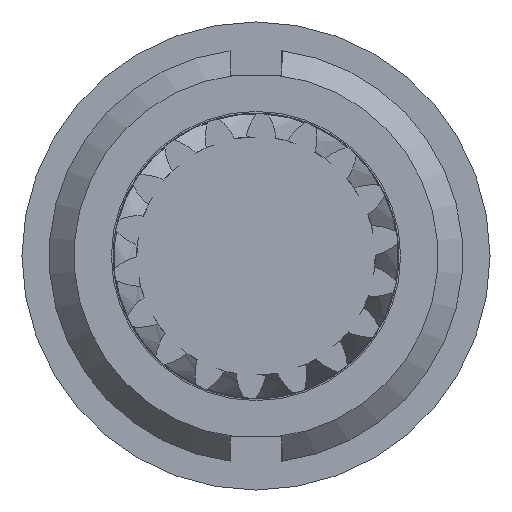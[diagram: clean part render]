
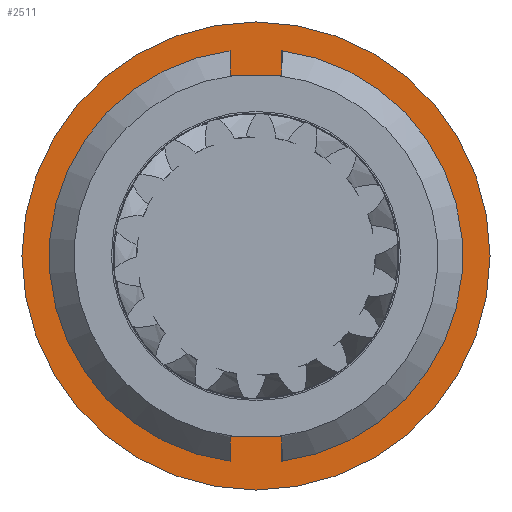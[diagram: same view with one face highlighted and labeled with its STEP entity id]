
A CAD part, front view. The second image highlights one B-rep face of the part: STEP entity #2511.
In plain terms, the highlighted planar face has unit normal (0, -1, 0).
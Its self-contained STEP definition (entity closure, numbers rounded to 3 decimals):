
#26=LINE('',#12776,#51);
#30=LINE('',#12791,#55);
#32=LINE('',#12799,#57);
#33=LINE('',#12806,#58);
#34=LINE('',#12808,#59);
#35=LINE('',#12810,#60);
#51=VECTOR('',#2922,10.);
#55=VECTOR('',#2928,10.);
#57=VECTOR('',#2932,10.);
#58=VECTOR('',#2939,10.);
#59=VECTOR('',#2940,10.);
#60=VECTOR('',#2941,10.);
#304=FACE_BOUND('',#641,.T.);
#462=FACE_OUTER_BOUND('',#640,.T.);
#640=EDGE_LOOP('',(#2175));
#641=EDGE_LOOP('',(#2176,#2177,#2178,#2179,#2180,#2181,#2182,#2183));
#934=CIRCLE('',#2657,45.);
#935=CIRCLE('',#2658,39.769);
#936=CIRCLE('',#2659,39.769);
#1147=VERTEX_POINT('',#12773);
#1148=VERTEX_POINT('',#12775);
#1152=VERTEX_POINT('',#12789);
#1154=VERTEX_POINT('',#12794);
#1155=VERTEX_POINT('',#12801);
#1156=VERTEX_POINT('',#12803);
#1157=VERTEX_POINT('',#12805);
#1158=VERTEX_POINT('',#12807);
#1159=VERTEX_POINT('',#12809);
#1516=EDGE_CURVE('',#1147,#1148,#26,.T.);
#1522=EDGE_CURVE('',#1152,#1147,#30,.T.);
#1525=EDGE_CURVE('',#1148,#1154,#32,.T.);
#1526=EDGE_CURVE('',#1155,#1155,#934,.T.);
#1527=EDGE_CURVE('',#1156,#1152,#935,.T.);
#1528=EDGE_CURVE('',#1157,#1156,#33,.T.);
#1529=EDGE_CURVE('',#1158,#1157,#34,.T.);
#1530=EDGE_CURVE('',#1159,#1158,#35,.T.);
#1531=EDGE_CURVE('',#1154,#1159,#936,.T.);
#2175=ORIENTED_EDGE('',*,*,#1526,.T.);
#2176=ORIENTED_EDGE('',*,*,#1527,.F.);
#2177=ORIENTED_EDGE('',*,*,#1528,.F.);
#2178=ORIENTED_EDGE('',*,*,#1529,.F.);
#2179=ORIENTED_EDGE('',*,*,#1530,.F.);
#2180=ORIENTED_EDGE('',*,*,#1531,.F.);
#2181=ORIENTED_EDGE('',*,*,#1525,.F.);
#2182=ORIENTED_EDGE('',*,*,#1516,.F.);
#2183=ORIENTED_EDGE('',*,*,#1522,.F.);
#2349=PLANE('',#2656);
#2511=ADVANCED_FACE('',(#462,#304),#2349,.F.);
#2656=AXIS2_PLACEMENT_3D('',#12800,#2933,#2934);
#2657=AXIS2_PLACEMENT_3D('',#12802,#2935,#2936);
#2658=AXIS2_PLACEMENT_3D('',#12804,#2937,#2938);
#2659=AXIS2_PLACEMENT_3D('',#12811,#2942,#2943);
#2922=DIRECTION('',(1.,0.,0.));
#2928=DIRECTION('',(0.,0.,1.));
#2932=DIRECTION('',(0.,0.,-1.));
#2933=DIRECTION('center_axis',(0.,1.,0.));
#2934=DIRECTION('ref_axis',(-1.,0.,0.));
#2935=DIRECTION('center_axis',(0.,-1.,0.));
#2936=DIRECTION('ref_axis',(-1.,0.,0.));
#2937=DIRECTION('center_axis',(0.,-1.,0.));
#2938=DIRECTION('ref_axis',(1.,0.,0.));
#2939=DIRECTION('',(0.,0.,1.));
#2940=DIRECTION('',(-1.,0.,0.));
#2941=DIRECTION('',(0.,0.,-1.));
#2942=DIRECTION('center_axis',(0.,-1.,0.));
#2943=DIRECTION('ref_axis',(1.,0.,0.));
#12773=CARTESIAN_POINT('',(-5.,180.,-34.798));
#12775=CARTESIAN_POINT('',(5.,180.,-34.798));
#12776=CARTESIAN_POINT('',(-2.5,180.,-34.798));
#12789=CARTESIAN_POINT('',(-5.,180.,-39.453));
#12791=CARTESIAN_POINT('',(-5.,180.,-43.2));
#12794=CARTESIAN_POINT('',(5.,180.,-39.453));
#12799=CARTESIAN_POINT('',(5.,180.,-38.099));
#12800=CARTESIAN_POINT('Origin',(0.,180.,0.));
#12801=CARTESIAN_POINT('',(45.,180.,0.));
#12802=CARTESIAN_POINT('Origin',(0.,180.,0.));
#12803=CARTESIAN_POINT('',(-5.,180.,39.453));
#12804=CARTESIAN_POINT('Origin',(0.,180.,0.));
#12805=CARTESIAN_POINT('',(-5.,180.,34.798));
#12806=CARTESIAN_POINT('',(-5.,180.,38.099));
#12807=CARTESIAN_POINT('',(5.,180.,34.798));
#12808=CARTESIAN_POINT('',(2.5,180.,34.798));
#12809=CARTESIAN_POINT('',(5.,180.,39.453));
#12810=CARTESIAN_POINT('',(5.,180.,43.2));
#12811=CARTESIAN_POINT('Origin',(0.,180.,0.));
